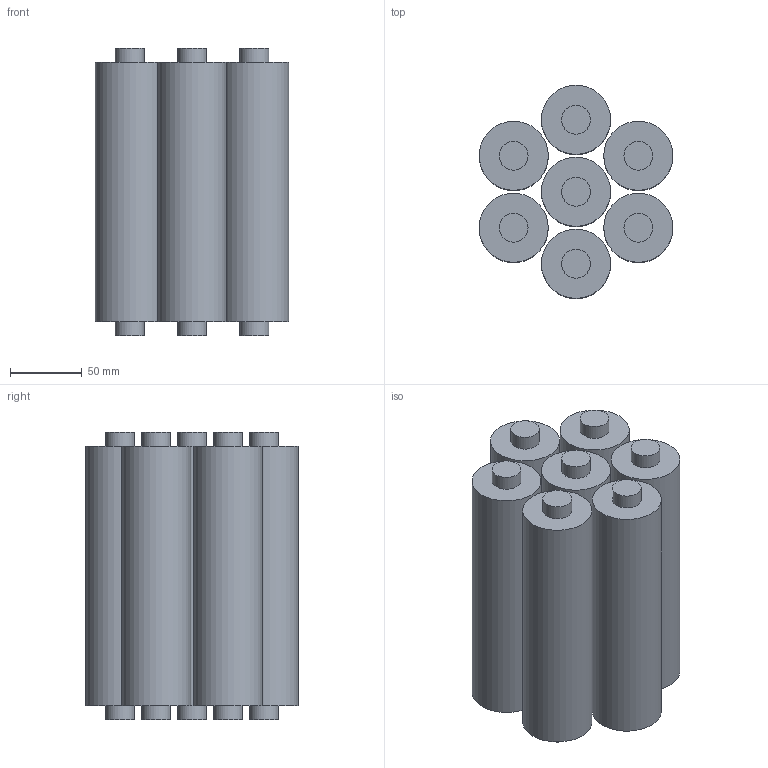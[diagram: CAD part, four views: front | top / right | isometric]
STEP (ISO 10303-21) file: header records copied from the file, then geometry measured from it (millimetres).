
FILE_DESCRIPTION(/* description */ ('STEP AP242','CAx-IF Rec.Pracs.---Representation and Presentation of Product Manufacturing Information (PMI)---4.0---2014-10-13','CAx-IF Rec.Pracs.---3D Tessellated Geometry---0.4---2014-09-14','2;1'),/* implementation_level */ '2;1');
FILE_NAME(/* name */ '623ddbcb31035465ca95206d',/* time_stamp */ '2022-03-25T15:12:12+00:00',/* author */ (''),/* organization */ (''),/* preprocessor_version */ 'ST-DEVELOPER v18.101',/* originating_system */ ' ',/* authorisation */ ' ');
FILE_SCHEMA (('AP242_MANAGED_MODEL_BASED_3D_ENGINEERING_MIM_LF { 1 0 10303 442 1 1 4 }'));
Length unit declared in the file: metre
Products named in the file (14): fuel; graphite
Bounding box: 134.6 x 148 x 200 mm (x, y, z)
Volume: 2197355.6 mm3; surface area: 426276.4 mm2
Topology: 14 solids, 21 shells, 70 faces, 84 edges, 56 vertices
Faces by surface type: plane 42, cylinder 28
Full cylindrical faces by diameter (mm): 12 x7, 20 x14, 48 x7
Entity records: 1632 total; most frequent: DIRECTION 280, CARTESIAN_POINT 196, AXIS2_PLACEMENT_3D 140, ORIENTED_EDGE 112, EDGE_LOOP 112, FACE_BOUND 112, ADVANCED_FACE 70, EDGE_CURVE 56
